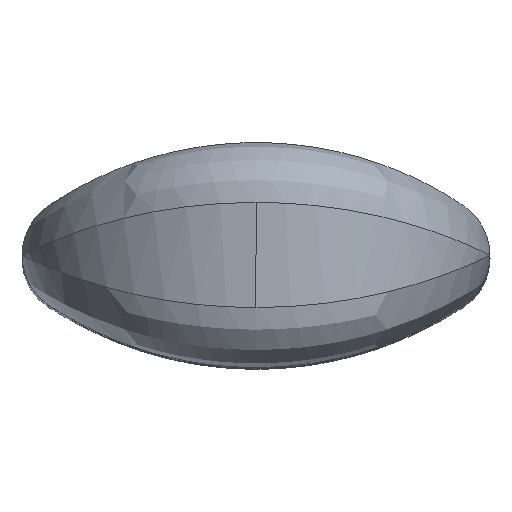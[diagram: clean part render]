
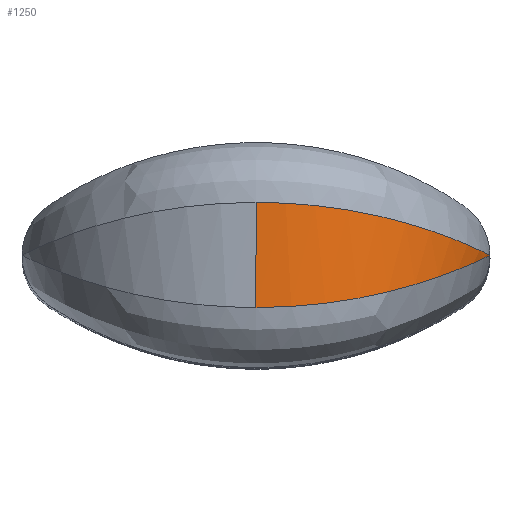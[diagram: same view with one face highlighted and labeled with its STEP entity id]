
A CAD part, top view. The second image highlights one B-rep face of the part: STEP entity #1250.
In plain terms, the highlighted cylindrical face has radius 12.5 mm (diameter 25 mm), a partial arc.
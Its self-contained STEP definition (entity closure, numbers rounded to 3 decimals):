
#2 = EDGE_CURVE ( 'NONE', #2441, #268, #1924, .T. ) ;
#117 = VECTOR ( 'NONE', #362, 1000. ) ;
#121 = CARTESIAN_POINT ( 'NONE',  ( 8.563, -1.556, -3.384 ) ) ;
#259 = AXIS2_PLACEMENT_3D ( 'NONE', #636, #597, #643 ) ;
#268 = VERTEX_POINT ( 'NONE', #2216 ) ;
#362 = DIRECTION ( 'NONE',  ( 0., 1., 0. ) ) ;
#363 = CARTESIAN_POINT ( 'NONE',  ( 0.413, -2.809, 0. ) ) ;
#373 = CARTESIAN_POINT ( 'NONE',  ( 1.659, -2.766, -0.104 ) ) ;
#382 = CARTESIAN_POINT ( 'NONE',  ( 9.928, -1.103, -4.861 ) ) ;
#597 = DIRECTION ( 'NONE',  ( 0., 1., 0. ) ) ;
#625 = CARTESIAN_POINT ( 'NONE',  ( 0., -2.809, 0. ) ) ;
#632 = CARTESIAN_POINT ( 'NONE',  ( 2.873, -2.675, -0.328 ) ) ;
#636 = CARTESIAN_POINT ( 'NONE',  ( 0., -8., -12.5 ) ) ;
#640 = CARTESIAN_POINT ( 'NONE',  ( 10.817, -0.757, -6.223 ) ) ;
#643 = DIRECTION ( 'NONE',  ( 0., 0., 1. ) ) ;
#792 = CARTESIAN_POINT ( 'NONE',  ( 0., -2.809, 0. ) ) ;
#897 = CARTESIAN_POINT ( 'NONE',  ( 4.055, -2.538, -0.669 ) ) ;
#905 = CARTESIAN_POINT ( 'NONE',  ( 11.377, -0.521, -7.305 ) ) ;
#1163 = VERTEX_POINT ( 'NONE', #792 ) ;
#1172 = CARTESIAN_POINT ( 'NONE',  ( 5.585, -2.297, -1.286 ) ) ;
#1185 = CARTESIAN_POINT ( 'NONE',  ( 12.087, -0.2, -9.206 ) ) ;
#1250 = ADVANCED_FACE ( 'NONE', ( #1822 ), #1741, .T. ) ;
#1449 = CARTESIAN_POINT ( 'NONE',  ( 7.308, -1.907, -2.35 ) ) ;
#1456 = CARTESIAN_POINT ( 'NONE',  ( 0., 2.809, 0. ) ) ;
#1460 = CARTESIAN_POINT ( 'NONE',  ( 12.5, 0., -11.664 ) ) ;
#1489 = CARTESIAN_POINT ( 'NONE',  ( 0.828, 2.809, 0. ) ) ;
#1503 = CARTESIAN_POINT ( 'NONE',  ( 1.647, 2.775, -0.081 ) ) ;
#1578 = CARTESIAN_POINT ( 'NONE',  ( 2.862, 2.676, -0.325 ) ) ;
#1631 = LINE ( 'NONE', #2475, #117 ) ;
#1650 = CARTESIAN_POINT ( 'NONE',  ( 3.267, 2.635, -0.428 ) ) ;
#1678 = CARTESIAN_POINT ( 'NONE',  ( 4.057, 2.538, -0.67 ) ) ;
#1700 = CARTESIAN_POINT ( 'NONE',  ( 4.442, 2.483, -0.809 ) ) ;
#1726 = CARTESIAN_POINT ( 'NONE',  ( 8.262, -1.646, -3.111 ) ) ;
#1732 = CARTESIAN_POINT ( 'NONE',  ( 5.57, 2.3, -1.28 ) ) ;
#1741 = CYLINDRICAL_SURFACE ( 'NONE', #259, 12.5 ) ;
#1746 = CARTESIAN_POINT ( 'NONE',  ( 6.285, 2.154, -1.664 ) ) ;
#1811 = CARTESIAN_POINT ( 'NONE',  ( 7.303, 1.908, -2.347 ) ) ;
#1822 = FACE_OUTER_BOUND ( 'NONE', #2985, .T. ) ;
#1835 = CARTESIAN_POINT ( 'NONE',  ( 7.632, 1.822, -2.592 ) ) ;
#1918 = CARTESIAN_POINT ( 'NONE',  ( 8.257, 1.648, -3.106 ) ) ;
#1924 = B_SPLINE_CURVE_WITH_KNOTS ( 'NONE', 3,
 ( #2161, #2182, #2190, #2232, #2479, #2205, #2072, #2062, #2007, #1989, #2547, #1971, #1968, #1930, #1918, #1835, #1811, #1746, #1732, #1700, #1678, #1650, #1578, #1503, #1489, #1456 ),
 .UNSPECIFIED., .F., .F.,
 ( 4, 2, 2, 2, 2, 2, 2, 2, 2, 2, 2, 2, 4 ),
 ( 0., 0.002, 0.004, 0.005, 0.007, 0.009, 0.01, 0.011, 0.012, 0.015, 0.016, 0.017, 0.02 ),
 .UNSPECIFIED. ) ;
#1930 = CARTESIAN_POINT ( 'NONE',  ( 8.555, 1.558, -3.377 ) ) ;
#1960 = ORIENTED_EDGE ( 'NONE', *, *, #2, .T. ) ;
#1968 = CARTESIAN_POINT ( 'NONE',  ( 9.124, 1.378, -3.947 ) ) ;
#1971 = CARTESIAN_POINT ( 'NONE',  ( 9.395, 1.287, -4.245 ) ) ;
#1985 = CARTESIAN_POINT ( 'NONE',  ( 0.831, -2.8, -0.021 ) ) ;
#1989 = CARTESIAN_POINT ( 'NONE',  ( 10.155, 1.016, -5.199 ) ) ;
#1993 = CARTESIAN_POINT ( 'NONE',  ( 9.417, -1.285, -4.241 ) ) ;
#2007 = CARTESIAN_POINT ( 'NONE',  ( 10.834, 0.754, -6.212 ) ) ;
#2062 = CARTESIAN_POINT ( 'NONE',  ( 11.218, 0.592, -6.926 ) ) ;
#2072 = CARTESIAN_POINT ( 'NONE',  ( 11.69, 0.383, -8.056 ) ) ;
#2161 = CARTESIAN_POINT ( 'NONE',  ( 12.5, 0., -12.5 ) ) ;
#2182 = CARTESIAN_POINT ( 'NONE',  ( 12.5, 0., -11.663 ) ) ;
#2190 = CARTESIAN_POINT ( 'NONE',  ( 12.417, 0.042, -10.842 ) ) ;
#2205 = CARTESIAN_POINT ( 'NONE',  ( 11.831, 0.319, -8.445 ) ) ;
#2216 = CARTESIAN_POINT ( 'NONE',  ( 0., 2.809, 0. ) ) ;
#2229 = CARTESIAN_POINT ( 'NONE',  ( 12.5, 0., -12.5 ) ) ;
#2232 = CARTESIAN_POINT ( 'NONE',  ( 12.174, 0.158, -9.634 ) ) ;
#2242 = CARTESIAN_POINT ( 'NONE',  ( 2.067, -2.741, -0.165 ) ) ;
#2251 = CARTESIAN_POINT ( 'NONE',  ( 10.605, -0.842, -5.871 ) ) ;
#2441 = VERTEX_POINT ( 'NONE', #2229 ) ;
#2471 = EDGE_CURVE ( 'NONE', #1163, #2441, #2518, .T. ) ;
#2475 = CARTESIAN_POINT ( 'NONE',  ( 0., -8., 0. ) ) ;
#2479 = CARTESIAN_POINT ( 'NONE',  ( 12.073, 0.206, -9.235 ) ) ;
#2491 = CARTESIAN_POINT ( 'NONE',  ( 3.27, -2.634, -0.428 ) ) ;
#2501 = CARTESIAN_POINT ( 'NONE',  ( 11.202, -0.597, -6.939 ) ) ;
#2518 = B_SPLINE_CURVE_WITH_KNOTS ( 'NONE', 3,
 ( #625, #363, #1985, #373, #2242, #632, #2491, #897, #2769, #1172, #3042, #1449, #3320, #1726, #121, #1993, #382, #2251, #640, #2501, #905, #2779, #1185, #3055, #1460, #3332 ),
 .UNSPECIFIED., .F., .F.,
 ( 4, 2, 2, 2, 2, 2, 2, 2, 2, 2, 2, 2, 4 ),
 ( 0.02, 0.021, 0.022, 0.023, 0.025, 0.027, 0.028, 0.03, 0.032, 0.033, 0.035, 0.037, 0.04 ),
 .UNSPECIFIED. ) ;
#2547 = CARTESIAN_POINT ( 'NONE',  ( 9.91, 1.106, -4.871 ) ) ;
#2633 = ORIENTED_EDGE ( 'NONE', *, *, #3085, .F. ) ;
#2769 = CARTESIAN_POINT ( 'NONE',  ( 4.443, -2.483, -0.809 ) ) ;
#2779 = CARTESIAN_POINT ( 'NONE',  ( 11.846, -0.314, -8.427 ) ) ;
#2985 = EDGE_LOOP ( 'NONE', ( #2633, #3271, #1960 ) ) ;
#3042 = CARTESIAN_POINT ( 'NONE',  ( 6.299, -2.151, -1.673 ) ) ;
#3055 = CARTESIAN_POINT ( 'NONE',  ( 12.417, -0.042, -10.835 ) ) ;
#3085 = EDGE_CURVE ( 'NONE', #1163, #268, #1631, .T. ) ;
#3271 = ORIENTED_EDGE ( 'NONE', *, *, #2471, .T. ) ;
#3320 = CARTESIAN_POINT ( 'NONE',  ( 7.633, -1.822, -2.593 ) ) ;
#3332 = CARTESIAN_POINT ( 'NONE',  ( 12.5, 0., -12.5 ) ) ;
